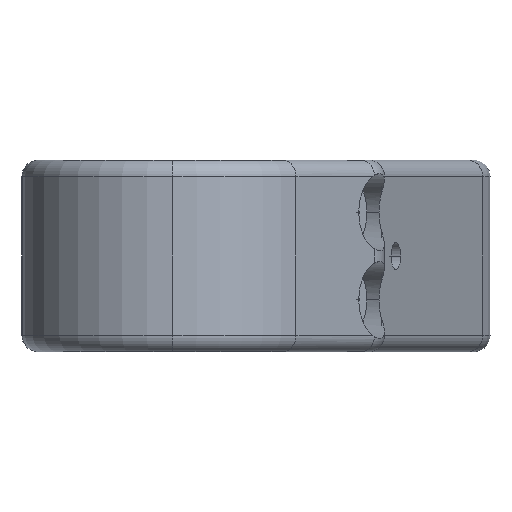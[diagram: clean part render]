
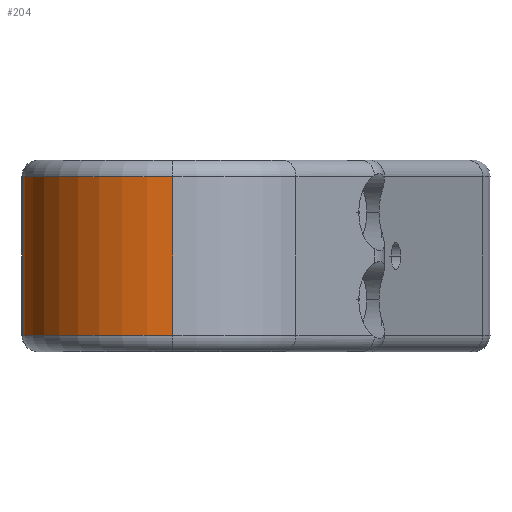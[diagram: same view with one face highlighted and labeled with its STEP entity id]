
A CAD part, left-side view. The second image highlights one B-rep face of the part: STEP entity #204.
In plain terms, the highlighted cylindrical face has radius 27.5 mm (diameter 55 mm), a partial arc.
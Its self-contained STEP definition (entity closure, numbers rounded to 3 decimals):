
#54 = EDGE_CURVE ( 'NONE', #1039, #1085, #1886, .T. ) ;
#204 = ADVANCED_FACE ( 'NONE', ( #1981 ), #1982, .T. ) ;
#267 = EDGE_CURVE ( 'NONE', #1247, #1246, #2026, .T. ) ;
#269 = EDGE_CURVE ( 'NONE', #1039, #1247, #667, .T. ) ;
#270 = EDGE_CURVE ( 'NONE', #1246, #1085, #656, .T. ) ;
#382 = VECTOR ( 'NONE', #2617, 1000. ) ;
#579 = AXIS2_PLACEMENT_3D ( 'NONE', #3103, #3104, #3105 ) ;
#656 = CIRCLE ( 'NONE', #671, 27.5 ) ;
#667 = CIRCLE ( 'NONE', #670, 27.5 ) ;
#668 = VECTOR ( 'NONE', #3266, 1000. ) ;
#670 = AXIS2_PLACEMENT_3D ( 'NONE', #3269, #3270, #3271 ) ;
#671 = AXIS2_PLACEMENT_3D ( 'NONE', #3272, #3273, #3274 ) ;
#1000 = EDGE_LOOP ( 'NONE', ( #1366, #1368, #1367, #1369 ) ) ;
#1039 = VERTEX_POINT ( 'NONE', #3382 ) ;
#1085 = VERTEX_POINT ( 'NONE', #3428 ) ;
#1246 = VERTEX_POINT ( 'NONE', #4004 ) ;
#1247 = VERTEX_POINT ( 'NONE', #4005 ) ;
#1366 = ORIENTED_EDGE ( 'NONE', *, *, #54, .F. ) ;
#1367 = ORIENTED_EDGE ( 'NONE', *, *, #267, .T. ) ;
#1368 = ORIENTED_EDGE ( 'NONE', *, *, #269, .T. ) ;
#1369 = ORIENTED_EDGE ( 'NONE', *, *, #270, .T. ) ;
#1886 = LINE ( 'NONE', #2616, #382 ) ;
#1981 = FACE_OUTER_BOUND ( 'NONE', #1000, .T. ) ;
#1982 = CYLINDRICAL_SURFACE ( 'NONE', #579, 27.5 ) ;
#2026 = LINE ( 'NONE', #3265, #668 ) ;
#2616 = CARTESIAN_POINT ( 'NONE',  ( -128.5, 36., 35. ) ) ;
#2617 = DIRECTION ( 'NONE',  ( 0., 0., -1. ) ) ;
#3103 = CARTESIAN_POINT ( 'NONE',  ( -101., 36., 35. ) ) ;
#3104 = DIRECTION ( 'NONE',  ( 0., 0., -1. ) ) ;
#3105 = DIRECTION ( 'NONE',  ( -1., 0., 0. ) ) ;
#3265 = CARTESIAN_POINT ( 'NONE',  ( -88.577, 60.534, 35. ) ) ;
#3266 = DIRECTION ( 'NONE',  ( 0., 0., -1. ) ) ;
#3269 = CARTESIAN_POINT ( 'NONE',  ( -101., 36., 32. ) ) ;
#3270 = DIRECTION ( 'NONE',  ( 0., 0., -1. ) ) ;
#3271 = DIRECTION ( 'NONE',  ( -1., 0., 0. ) ) ;
#3272 = CARTESIAN_POINT ( 'NONE',  ( -101., 36., 3. ) ) ;
#3273 = DIRECTION ( 'NONE',  ( 0., 0., 1. ) ) ;
#3274 = DIRECTION ( 'NONE',  ( -1., 0., 0. ) ) ;
#3382 = CARTESIAN_POINT ( 'NONE',  ( -128.5, 36., 32. ) ) ;
#3428 = CARTESIAN_POINT ( 'NONE',  ( -128.5, 36., 3. ) ) ;
#4004 = CARTESIAN_POINT ( 'NONE',  ( -88.577, 60.534, 3. ) ) ;
#4005 = CARTESIAN_POINT ( 'NONE',  ( -88.577, 60.534, 32. ) ) ;
